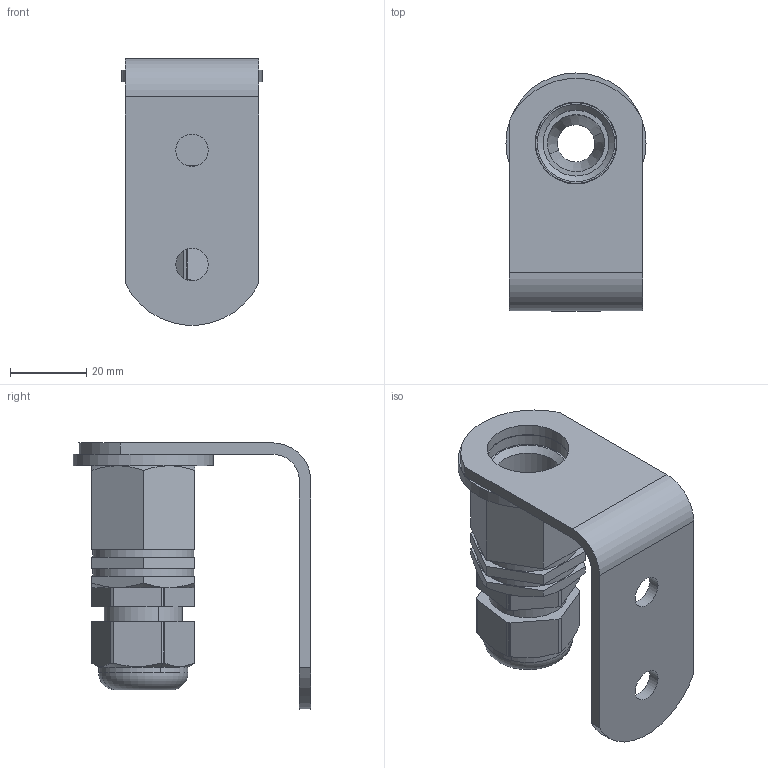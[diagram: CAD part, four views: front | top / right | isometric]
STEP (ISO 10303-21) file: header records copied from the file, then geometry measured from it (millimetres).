
FILE_DESCRIPTION(/* description */ (''),/* implementation_level */ '2;1');
FILE_NAME(/* name */ 'XSS.stp',/* time_stamp */ '2013-03-25T10:31:37+01:00',/* author */ (''),/* organization */ (''),/* preprocessor_version */ 'ST-DEVELOPER v11',/* originating_system */ 'SIEMENS PLM Software NX 7.5',/* authorisation */ '');
FILE_SCHEMA (('AUTOMOTIVE_DESIGN { 1 0 10303 214 1 1 1 1 }'));
Length unit declared in the file: millimetre
Products named in the file (1): m.ne398E7gjd
Bounding box: 36.8 x 62.4 x 69.93 mm (x, y, z)
Volume: 34830 mm3; surface area: 22193.6 mm2
Topology: 4 solids, 4 shells, 138 faces, 341 edges, 221 vertices
Faces by surface type: cylinder 61, plane 52, cone 23, torus 2
Full cylindrical faces by diameter (mm): 8.5 x2, 17.3 x1, 21.2 x1, 21.5 x1, 22 x1, 26.5 x2, 36.8 x1
Entity records: 4131 total; most frequent: CARTESIAN_POINT 805, DIRECTION 704, ORIENTED_EDGE 654, EDGE_CURVE 327, AXIS2_PLACEMENT_3D 280, VERTEX_POINT 219, EDGE_LOOP 172, LINE 144
